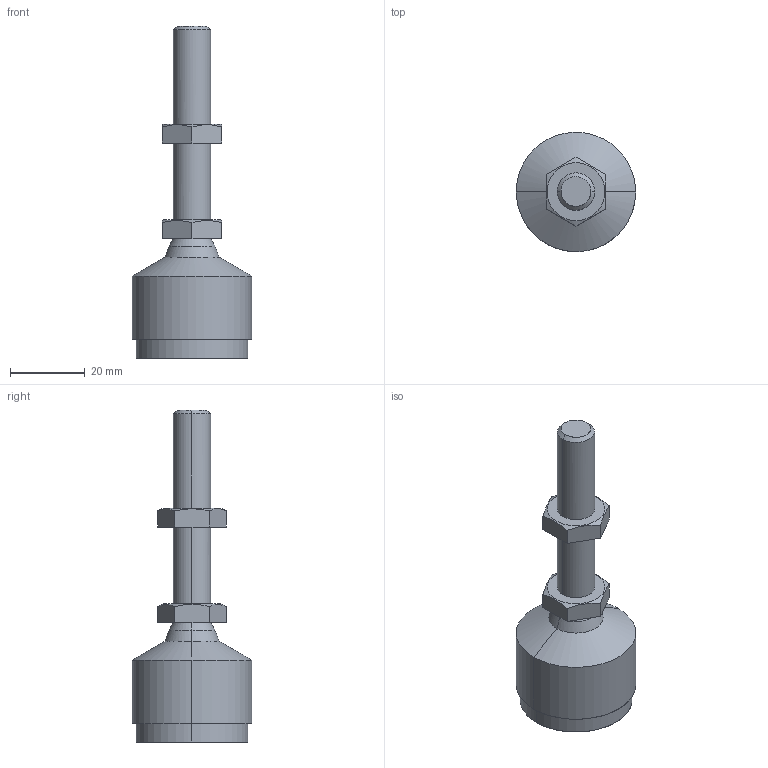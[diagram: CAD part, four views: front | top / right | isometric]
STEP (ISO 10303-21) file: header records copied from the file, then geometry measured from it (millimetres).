
FILE_DESCRIPTION((''),'2;1');
FILE_NAME('13FF8115.stp','2015-07-15T08:22:30',(''),(''),'Mechanical Desktop 2011','Mechanical Desktop 2011',', , ');
FILE_SCHEMA(('AUTOMOTIVE_DESIGN { 1 2 10303 214 1 1 1 1 }'));
Length unit declared in the file: inch
Products named in the file (1): Product
Bounding box: 32 x 31.95 x 89 mm (x, y, z)
Volume: 1418.5 mm3; surface area: 7166.7 mm2
Topology: 2 solids, 2 shells, 41 faces, 120 edges, 100 vertices
Faces by surface type: bspline 17, plane 16, cylinder 4, cone 4
Entity records: 1691 total; most frequent: CARTESIAN_POINT 814, ORIENTED_EDGE 120, DIRECTION 106, QUASI_UNIFORM_CURVE 84, PCURVE 60, COMPOSITE_CURVE_SEGMENT 60, EDGE_CURVE 60, VERTEX_POINT 40
